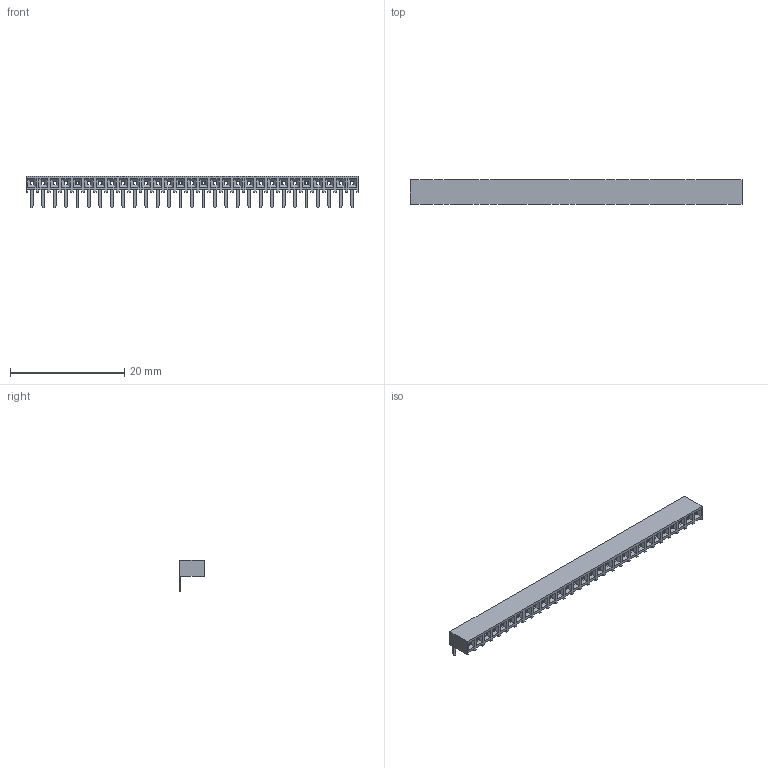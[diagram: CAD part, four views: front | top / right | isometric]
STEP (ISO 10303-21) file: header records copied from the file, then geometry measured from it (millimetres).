
FILE_DESCRIPTION(('STEP AP214'), '1');
FILE_NAME('PBS2-R', '', ('UNSPECIFIED'), ('UNSPECIFIED'), 'ASCON STEP Converter 1.6', 'ASCON Math Kernel', '');
FILE_SCHEMA(('AUTOMOTIVE_DESIGN { 1 0 10303 214 3 1 1}'));
Length unit declared in the file: millimetre
Bounding box: 58 x 4.3 x 5.5 mm (x, y, z)
Volume: 429.6 mm3; surface area: 2401.6 mm2
Topology: 30 solids, 30 shells, 2094 faces, 5754 edges, 3720 vertices
Faces by surface type: plane 1688, cylinder 406
Entity records: 82488 total; most frequent: CARTESIAN_POINT 11569, ORIENTED_EDGE 11508, DIRECTION 10756, EDGE_CURVE 5754, LINE 4942, VECTOR 4942, VERTEX_POINT 3720, AXIS2_PLACEMENT_3D 2907
